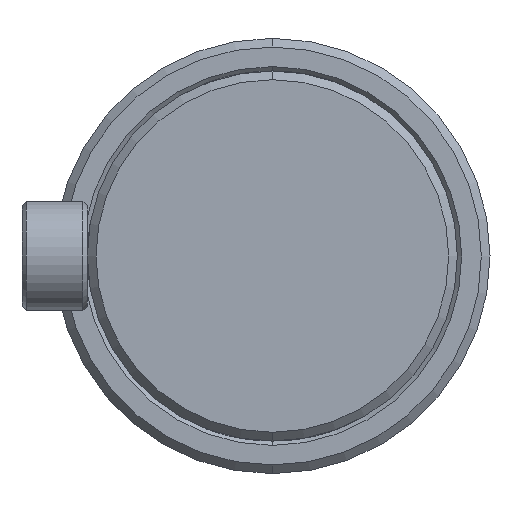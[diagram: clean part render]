
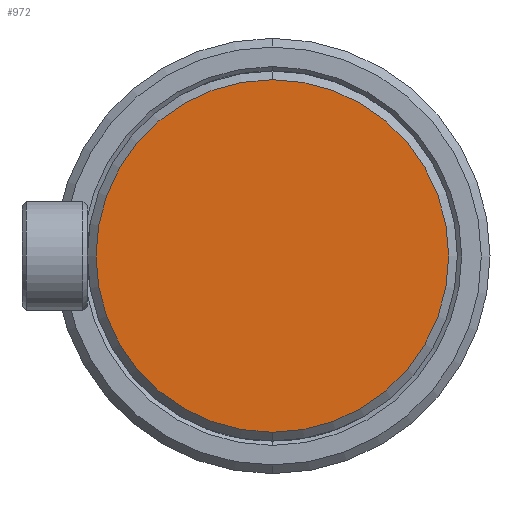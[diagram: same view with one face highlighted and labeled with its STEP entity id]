
A CAD part, left-side view. The second image highlights one B-rep face of the part: STEP entity #972.
In plain terms, the highlighted planar face has unit normal (-1, 0, 0).
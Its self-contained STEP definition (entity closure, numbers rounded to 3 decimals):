
#48 = VERTEX_POINT ( 'NONE', #634 ) ;
#141 = CIRCLE ( 'NONE', #2462, 40.5 ) ;
#282 = EDGE_CURVE ( 'NONE', #1442, #48, #1282, .T. ) ;
#419 = CARTESIAN_POINT ( 'NONE',  ( -58., 42.5, 0. ) ) ;
#431 = EDGE_LOOP ( 'NONE', ( #1652, #1318 ) ) ;
#444 = EDGE_CURVE ( 'NONE', #48, #1442, #141, .T. ) ;
#458 = DIRECTION ( 'NONE',  ( 0., 0., -1. ) ) ;
#634 = CARTESIAN_POINT ( 'NONE',  ( -58., 0., 40.5 ) ) ;
#697 = CARTESIAN_POINT ( 'NONE',  ( -58., 0., 0. ) ) ;
#807 = DIRECTION ( 'NONE',  ( -1., 0., 0. ) ) ;
#844 = AXIS2_PLACEMENT_3D ( 'NONE', #419, #1146, #2870 ) ;
#898 = PLANE ( 'NONE',  #844 ) ;
#972 = ADVANCED_FACE ( 'NONE', ( #2676 ), #898, .F. ) ;
#1146 = DIRECTION ( 'NONE',  ( 1., 0., 0. ) ) ;
#1282 = CIRCLE ( 'NONE', #2407, 40.5 ) ;
#1318 = ORIENTED_EDGE ( 'NONE', *, *, #444, .T. ) ;
#1442 = VERTEX_POINT ( 'NONE', #2807 ) ;
#1652 = ORIENTED_EDGE ( 'NONE', *, *, #282, .T. ) ;
#2142 = DIRECTION ( 'NONE',  ( -1., 0., 0. ) ) ;
#2243 = DIRECTION ( 'NONE',  ( 0., 0., -1. ) ) ;
#2407 = AXIS2_PLACEMENT_3D ( 'NONE', #2496, #807, #2243 ) ;
#2462 = AXIS2_PLACEMENT_3D ( 'NONE', #697, #2142, #458 ) ;
#2496 = CARTESIAN_POINT ( 'NONE',  ( -58., 0., 0. ) ) ;
#2676 = FACE_OUTER_BOUND ( 'NONE', #431, .T. ) ;
#2807 = CARTESIAN_POINT ( 'NONE',  ( -58., 0., -40.5 ) ) ;
#2870 = DIRECTION ( 'NONE',  ( 0., 0., -1. ) ) ;
